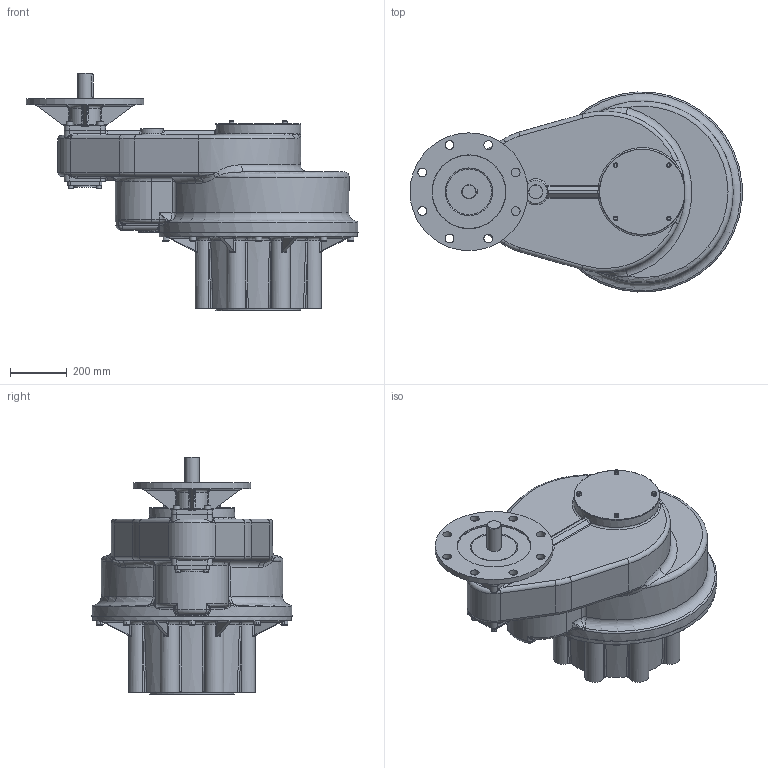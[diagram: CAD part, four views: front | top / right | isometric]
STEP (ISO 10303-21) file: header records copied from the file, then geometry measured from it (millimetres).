
FILE_DESCRIPTION( ( 'Unknown' ), '1' );
FILE_NAME( 'PUBIS19-F35-F40_simplified.stp', 'Unknown', ( 'Unknown' ), ( 'Unknown' ), 'PSStep 15.0.49', 'Unknown', ' ' );
FILE_SCHEMA( ( 'AUTOMOTIVE_DESIGN { 1 0 10303 214 1 1 1 1 }' ) );
Length unit declared in the file: millimetre
Products named in the file (30): 1; 2; 3; 4; 5; 6; 7; 8; 9; 10; 11; 12; 13; 14; 15; 16; 17; 18; 19; 20; 21; 22; 23; 24; 25; 26; 27; 28; 29; 30
Bounding box: 1168.83 x 704.31 x 835.3 mm (x, y, z)
Surface area: 3159202.6 mm2 (no closed solid volume)
Topology: 0 solids, 768 shells, 768 faces, 3656 edges, 3522 vertices
Faces by surface type: plane 254, bspline 188, cylinder 182, torus 74, cone 56, sphere 14
Full cylindrical faces by diameter (mm): 16 x4, 18 x4, 24 x12, 31 x8, 32 x8, 50 x2, 60 x1, 80 x2, 220 x1, 260 x1, 300 x3, 339.9 x1, 415 x1, 700 x1
Entity records: 94507 total; most frequent: CARTESIAN_POINT 63020, DIRECTION 4875, VERTEX_POINT 3476, ORIENTED_EDGE 3468, EDGE_CURVE 3468, AXIS2_PLACEMENT_3D 1839, LINE 1197, VECTOR 1197
